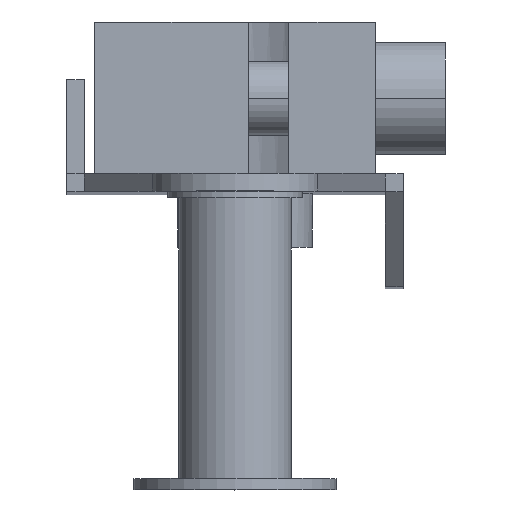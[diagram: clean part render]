
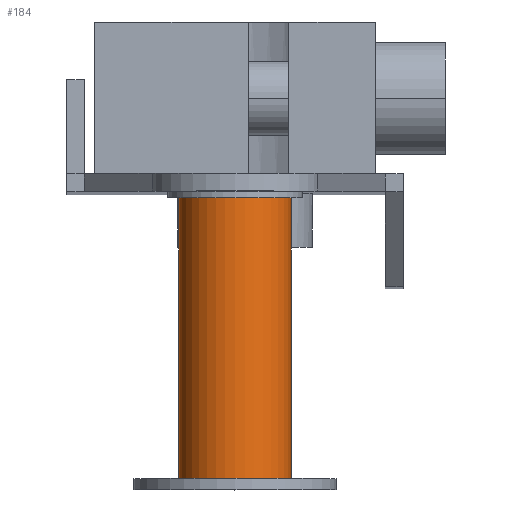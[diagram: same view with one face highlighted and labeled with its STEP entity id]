
A CAD part, top view. The second image highlights one B-rep face of the part: STEP entity #184.
In plain terms, the highlighted cylindrical face has radius 3.175 mm (diameter 6.35 mm), a partial arc.
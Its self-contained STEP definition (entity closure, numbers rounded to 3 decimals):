
#184=ADVANCED_FACE('FACE52',(#372),#373,.T.);
#372=FACE_OUTER_BOUND('',#559,.T.);
#373=CYLINDRICAL_SURFACE('',#560,3.175);
#559=EDGE_LOOP('',(#1045,#1046,#1047,#1048));
#560=AXIS2_PLACEMENT_3D('',#1049,#1050,#1051);
#1045=ORIENTED_EDGE('',*,*,#1299,.T.);
#1046=ORIENTED_EDGE('',*,*,#1300,.F.);
#1047=ORIENTED_EDGE('',*,*,#1301,.T.);
#1048=ORIENTED_EDGE('',*,*,#1253,.F.);
#1049=CARTESIAN_POINT('',(0.0,-9.335,111.252));
#1050=DIRECTION('',(0.0,-1.0,0.));
#1051=DIRECTION('',(1.0,0.0,0.0));
#1253=EDGE_CURVE('EDGE109',#1534,#1535,#1536,.T.);
#1299=EDGE_CURVE('EDGE140',#1534,#1594,#1595,.T.);
#1300=EDGE_CURVE('EDGE141',#1596,#1594,#1597,.T.);
#1301=EDGE_CURVE('EDGE142',#1596,#1535,#1598,.T.);
#1534=VERTEX_POINT('VERTEX75',#1910);
#1535=VERTEX_POINT('VERTEX76',#1911);
#1536=CIRCLE('',#1912,3.175);
#1594=VERTEX_POINT('VERTEX89',#1992);
#1595=LINE('',#1993,#1994);
#1596=VERTEX_POINT('VERTEX90',#1995);
#1597=CIRCLE('',#1996,3.175);
#1598=LINE('',#1997,#1998);
#1910=CARTESIAN_POINT('',(3.175,-17.272,111.252));
#1911=CARTESIAN_POINT('',(-3.175,-17.272,111.252));
#1912=AXIS2_PLACEMENT_3D('',#2192,#2193,#2194);
#1992=CARTESIAN_POINT('',(3.175,-1.397,111.252));
#1993=CARTESIAN_POINT('',(3.175,-9.335,111.252));
#1994=VECTOR('',#2241,1.0);
#1995=CARTESIAN_POINT('',(-3.175,-1.397,111.252));
#1996=AXIS2_PLACEMENT_3D('',#2242,#2243,#2244);
#1997=CARTESIAN_POINT('',(-3.175,-9.335,111.252));
#1998=VECTOR('',#2245,1.0);
#2192=CARTESIAN_POINT('',(0.0,-17.272,111.252));
#2193=DIRECTION('',(0.0,-1.0,0.));
#2194=DIRECTION('',(1.0,0.0,0.0));
#2241=DIRECTION('',(0.0,1.0,0.));
#2242=CARTESIAN_POINT('',(0.0,-1.397,111.252));
#2243=DIRECTION('',(0.0,1.0,0.));
#2244=DIRECTION('',(1.0,0.0,0.0));
#2245=DIRECTION('',(0.0,-1.0,0.));
